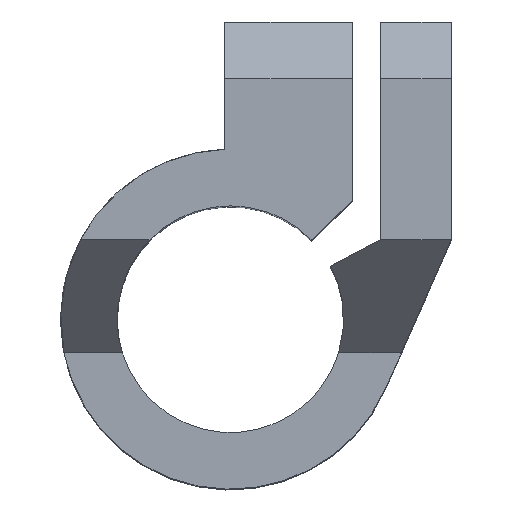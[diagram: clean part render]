
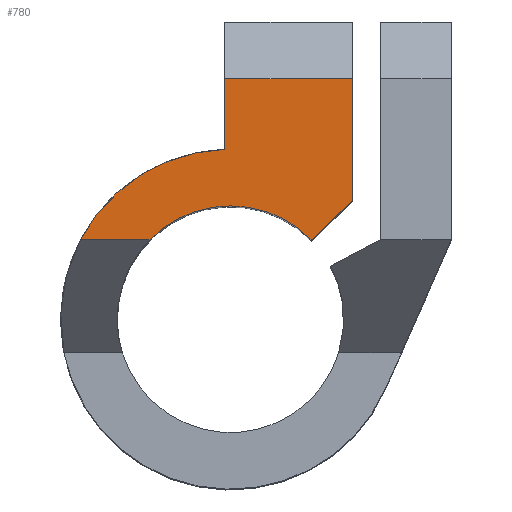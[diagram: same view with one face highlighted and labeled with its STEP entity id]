
A CAD part, top view. The second image highlights one B-rep face of the part: STEP entity #780.
In plain terms, the highlighted planar face has unit normal (0, 0, 1).
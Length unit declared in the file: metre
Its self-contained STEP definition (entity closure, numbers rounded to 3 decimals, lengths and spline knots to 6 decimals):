
#23=PLANE('',#852);
#78=CIRCLE('',#841,0.006);
#79=CIRCLE('',#846,0.004);
#156=ORIENTED_EDGE('',*,*,#383,.F.);
#157=ORIENTED_EDGE('',*,*,#384,.T.);
#158=ORIENTED_EDGE('',*,*,#385,.T.);
#159=ORIENTED_EDGE('',*,*,#353,.T.);
#160=ORIENTED_EDGE('',*,*,#386,.T.);
#161=ORIENTED_EDGE('',*,*,#374,.F.);
#162=ORIENTED_EDGE('',*,*,#387,.T.);
#163=ORIENTED_EDGE('',*,*,#379,.F.);
#353=EDGE_CURVE('',#470,#469,#78,.T.);
#374=EDGE_CURVE('',#487,#488,#79,.T.);
#379=EDGE_CURVE('',#491,#492,#550,.T.);
#383=EDGE_CURVE('',#494,#491,#554,.T.);
#384=EDGE_CURVE('',#494,#495,#555,.T.);
#385=EDGE_CURVE('',#495,#470,#556,.T.);
#386=EDGE_CURVE('',#469,#488,#557,.T.);
#387=EDGE_CURVE('',#487,#492,#558,.T.);
#469=VERTEX_POINT('',#1156);
#470=VERTEX_POINT('',#1158);
#487=VERTEX_POINT('',#1230);
#488=VERTEX_POINT('',#1232);
#491=VERTEX_POINT('',#1241);
#492=VERTEX_POINT('',#1242);
#494=VERTEX_POINT('',#1249);
#495=VERTEX_POINT('',#1251);
#550=LINE('',#1240,#609);
#554=LINE('',#1248,#613);
#555=LINE('',#1250,#614);
#556=LINE('',#1252,#615);
#557=LINE('',#1253,#616);
#558=LINE('',#1254,#617);
#609=VECTOR('',#964,1.);
#613=VECTOR('',#970,1.);
#614=VECTOR('',#971,1.);
#615=VECTOR('',#972,1.);
#616=VECTOR('',#973,1.);
#617=VECTOR('',#974,1.);
#654=EDGE_LOOP('',(#156,#157,#158,#159,#160,#161,#162,#163));
#712=FACE_BOUND('',#654,.T.);
#780=ADVANCED_FACE('',(#712),#23,.T.);
#841=AXIS2_PLACEMENT_3D('',#1157,#929,#930);
#846=AXIS2_PLACEMENT_3D('',#1231,#952,#953);
#852=AXIS2_PLACEMENT_3D('',#1247,#968,#969);
#929=DIRECTION('',(0.,0.,1.));
#930=DIRECTION('',(1.,0.,0.));
#952=DIRECTION('',(0.,0.,1.));
#953=DIRECTION('',(1.,0.,0.));
#964=DIRECTION('',(-0.717,-0.697,0.));
#968=DIRECTION('',(0.,0.,1.));
#969=DIRECTION('',(1.,0.,0.));
#970=DIRECTION('',(0.,-1.,0.));
#971=DIRECTION('',(-1.,0.,0.));
#972=DIRECTION('',(0.,-1.,0.));
#973=DIRECTION('',(1.,0.,0.));
#974=DIRECTION('',(1.,0.,0.));
#1156=CARTESIAN_POINT('',(-0.0053,0.002812,0.022));
#1157=CARTESIAN_POINT('',(0.,0.,0.022));
#1158=CARTESIAN_POINT('',(-0.0002,0.005997,0.022));
#1230=CARTESIAN_POINT('',(0.002844,0.002812,0.022));
#1231=CARTESIAN_POINT('',(0.,0.,0.022));
#1232=CARTESIAN_POINT('',(-0.002844,0.002812,0.022));
#1240=CARTESIAN_POINT('',(0.003583,0.003487,0.022));
#1241=CARTESIAN_POINT('',(0.0043,0.004184,0.022));
#1242=CARTESIAN_POINT('',(0.00289,0.002812,0.022));
#1247=CARTESIAN_POINT('',(0.0009,0.00225,0.022));
#1248=CARTESIAN_POINT('',(0.0043,0.007342,0.022));
#1249=CARTESIAN_POINT('',(0.0043,0.0085,0.022));
#1250=CARTESIAN_POINT('',(-0.0002,0.0085,0.022));
#1251=CARTESIAN_POINT('',(-0.0002,0.0085,0.022));
#1252=CARTESIAN_POINT('',(-0.0002,0.008248,0.022));
#1253=CARTESIAN_POINT('',(-0.0172,0.002812,0.022));
#1254=CARTESIAN_POINT('',(0.0009,0.002812,0.022));
